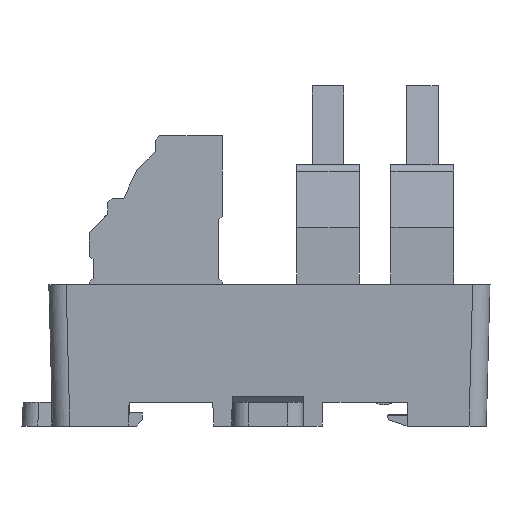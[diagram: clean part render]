
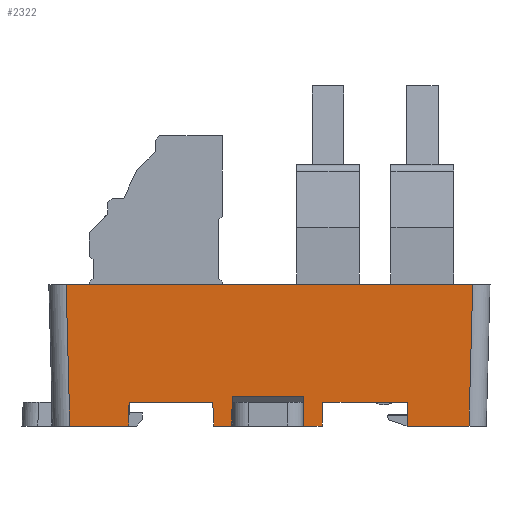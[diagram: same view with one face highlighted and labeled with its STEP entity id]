
A CAD part, left-side view. The second image highlights one B-rep face of the part: STEP entity #2322.
In plain terms, the highlighted planar face has unit normal (-1, 0, -0.026).
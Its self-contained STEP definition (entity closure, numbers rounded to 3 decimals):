
#1571=FACE_OUTER_BOUND('',#4078,.T.);
#2322=ADVANCED_FACE('',(#1571),#3086,.T.);
#3086=PLANE('',#16273);
#4078=EDGE_LOOP('',(#5760,#5761,#5762,#5763,#5764,#5765,#5766,#5767,#5768,
#5769,#5770,#5771,#5772,#5773,#5774,#5775));
#5760=ORIENTED_EDGE('',*,*,#10598,.T.);
#5761=ORIENTED_EDGE('',*,*,#10870,.F.);
#5762=ORIENTED_EDGE('',*,*,#10871,.T.);
#5763=ORIENTED_EDGE('',*,*,#10872,.F.);
#5764=ORIENTED_EDGE('',*,*,#10873,.T.);
#5765=ORIENTED_EDGE('',*,*,#10874,.F.);
#5766=ORIENTED_EDGE('',*,*,#10875,.T.);
#5767=ORIENTED_EDGE('',*,*,#10876,.T.);
#5768=ORIENTED_EDGE('',*,*,#10584,.T.);
#5769=ORIENTED_EDGE('',*,*,#10863,.T.);
#5770=ORIENTED_EDGE('',*,*,#10788,.T.);
#5771=ORIENTED_EDGE('',*,*,#10866,.T.);
#5772=ORIENTED_EDGE('',*,*,#10766,.F.);
#5773=ORIENTED_EDGE('',*,*,#10869,.T.);
#5774=ORIENTED_EDGE('',*,*,#10784,.T.);
#5775=ORIENTED_EDGE('',*,*,#10801,.F.);
#9164=VERTEX_POINT('',#21594);
#9165=VERTEX_POINT('',#21596);
#9178=VERTEX_POINT('',#21622);
#9179=VERTEX_POINT('',#21624);
#9304=VERTEX_POINT('',#21960);
#9305=VERTEX_POINT('',#21961);
#9315=VERTEX_POINT('',#21990);
#9316=VERTEX_POINT('',#21992);
#9319=VERTEX_POINT('',#21999);
#9320=VERTEX_POINT('',#22001);
#9361=VERTEX_POINT('',#22167);
#9362=VERTEX_POINT('',#22169);
#9363=VERTEX_POINT('',#22171);
#9364=VERTEX_POINT('',#22173);
#9365=VERTEX_POINT('',#22175);
#9366=VERTEX_POINT('',#22177);
#10584=EDGE_CURVE('',#9165,#9164,#12583,.T.);
#10598=EDGE_CURVE('',#9179,#9178,#12595,.T.);
#10766=EDGE_CURVE('',#9304,#9305,#12758,.T.);
#10784=EDGE_CURVE('',#9316,#9315,#12772,.T.);
#10788=EDGE_CURVE('',#9320,#9319,#12774,.T.);
#10801=EDGE_CURVE('',#9179,#9315,#12786,.T.);
#10863=EDGE_CURVE('',#9164,#9320,#12844,.T.);
#10866=EDGE_CURVE('',#9319,#9305,#12847,.T.);
#10869=EDGE_CURVE('',#9304,#9316,#12850,.T.);
#10870=EDGE_CURVE('',#9361,#9178,#12851,.T.);
#10871=EDGE_CURVE('',#9361,#9362,#12852,.T.);
#10872=EDGE_CURVE('',#9363,#9362,#12853,.T.);
#10873=EDGE_CURVE('',#9363,#9364,#12854,.T.);
#10874=EDGE_CURVE('',#9365,#9364,#12855,.T.);
#10875=EDGE_CURVE('',#9365,#9366,#12856,.T.);
#10876=EDGE_CURVE('',#9366,#9165,#12857,.T.);
#12583=LINE('',#21595,#14460);
#12595=LINE('',#21623,#14472);
#12758=LINE('',#21959,#14635);
#12772=LINE('',#21991,#14649);
#12774=LINE('',#22000,#14651);
#12786=LINE('',#22025,#14663);
#12844=LINE('',#22152,#14721);
#12847=LINE('',#22157,#14724);
#12850=LINE('',#22164,#14727);
#12851=LINE('',#22166,#14728);
#12852=LINE('',#22168,#14729);
#12853=LINE('',#22170,#14730);
#12854=LINE('',#22172,#14731);
#12855=LINE('',#22174,#14732);
#12856=LINE('',#22176,#14733);
#12857=LINE('',#22178,#14734);
#14460=VECTOR('',#17449,1.);
#14472=VECTOR('',#17465,1.);
#14635=VECTOR('',#17724,1.);
#14649=VECTOR('',#17750,1.);
#14651=VECTOR('',#17758,1.);
#14663=VECTOR('',#17778,1.);
#14721=VECTOR('',#17910,1.);
#14724=VECTOR('',#17917,1.);
#14727=VECTOR('',#17928,1.);
#14728=VECTOR('',#17931,1.);
#14729=VECTOR('',#17932,1.);
#14730=VECTOR('',#17933,1.);
#14731=VECTOR('',#17934,1.);
#14732=VECTOR('',#17935,1.);
#14733=VECTOR('',#17936,1.);
#14734=VECTOR('',#17937,1.);
#16273=AXIS2_PLACEMENT_3D('',#22179,#17938,#17939);
#17449=DIRECTION('',(0.,-1.,0.));
#17465=DIRECTION('',(0.,-1.,0.));
#17724=DIRECTION('',(0.,-1.,0.));
#17750=DIRECTION('',(0.,-1.,0.));
#17758=DIRECTION('',(0.,-1.,0.));
#17778=DIRECTION('',(0.026,0.017,-1.));
#17910=DIRECTION('',(0.026,-0.017,-1.));
#17917=DIRECTION('',(-0.026,-0.026,0.999));
#17928=DIRECTION('',(0.026,-0.026,-0.999));
#17931=DIRECTION('',(-0.026,0.035,0.999));
#17932=DIRECTION('',(0.,-1.,0.));
#17933=DIRECTION('',(0.026,0.009,-1.));
#17934=DIRECTION('',(0.,-1.,0.));
#17935=DIRECTION('',(-0.026,0.009,1.));
#17936=DIRECTION('',(0.,-1.,0.));
#17937=DIRECTION('',(-0.026,-0.035,0.999));
#17938=DIRECTION('',(-1.,0.,-0.026));
#17939=DIRECTION('',(-0.026,0.,1.));
#21594=CARTESIAN_POINT('',(71.443,-17.704,-13.25));
#21595=CARTESIAN_POINT('',(71.443,0.046,-13.25));
#21596=CARTESIAN_POINT('',(71.443,-6.954,-13.25));
#21622=CARTESIAN_POINT('',(71.443,7.046,-13.25));
#21623=CARTESIAN_POINT('',(71.443,0.046,-13.25));
#21624=CARTESIAN_POINT('',(71.443,17.696,-13.25));
#21959=CARTESIAN_POINT('',(71.05,-0.454,1.75));
#21960=CARTESIAN_POINT('',(71.05,25.697,1.75));
#21961=CARTESIAN_POINT('',(71.05,-26.005,1.75));
#21990=CARTESIAN_POINT('',(71.521,17.748,-16.25));
#21991=CARTESIAN_POINT('',(71.521,0.046,-16.25));
#21992=CARTESIAN_POINT('',(71.521,25.225,-16.25));
#21999=CARTESIAN_POINT('',(71.521,-25.534,-16.25));
#22000=CARTESIAN_POINT('',(71.521,-0.454,-16.25));
#22001=CARTESIAN_POINT('',(71.521,-17.757,-16.25));
#22025=CARTESIAN_POINT('',(71.474,17.717,-14.454));
#22152=CARTESIAN_POINT('',(71.042,-17.437,2.044));
#22157=CARTESIAN_POINT('',(71.067,-25.988,1.09));
#22164=CARTESIAN_POINT('',(71.067,25.679,1.09));
#22166=CARTESIAN_POINT('',(71.474,7.004,-14.452));
#22167=CARTESIAN_POINT('',(71.521,6.941,-16.25));
#22168=CARTESIAN_POINT('',(71.521,0.046,-16.25));
#22169=CARTESIAN_POINT('',(71.521,4.622,-16.25));
#22170=CARTESIAN_POINT('',(71.049,4.465,1.79));
#22171=CARTESIAN_POINT('',(71.424,4.589,-12.524));
#22172=CARTESIAN_POINT('',(71.424,-209.399,-12.524));
#22173=CARTESIAN_POINT('',(71.424,-4.498,-12.524));
#22174=CARTESIAN_POINT('',(71.049,-4.373,1.782));
#22175=CARTESIAN_POINT('',(71.521,-4.53,-16.25));
#22176=CARTESIAN_POINT('',(71.521,0.046,-16.25));
#22177=CARTESIAN_POINT('',(71.521,-6.849,-16.25));
#22178=CARTESIAN_POINT('',(71.056,-7.469,1.503));
#22179=CARTESIAN_POINT('',(71.05,-0.454,1.747));
